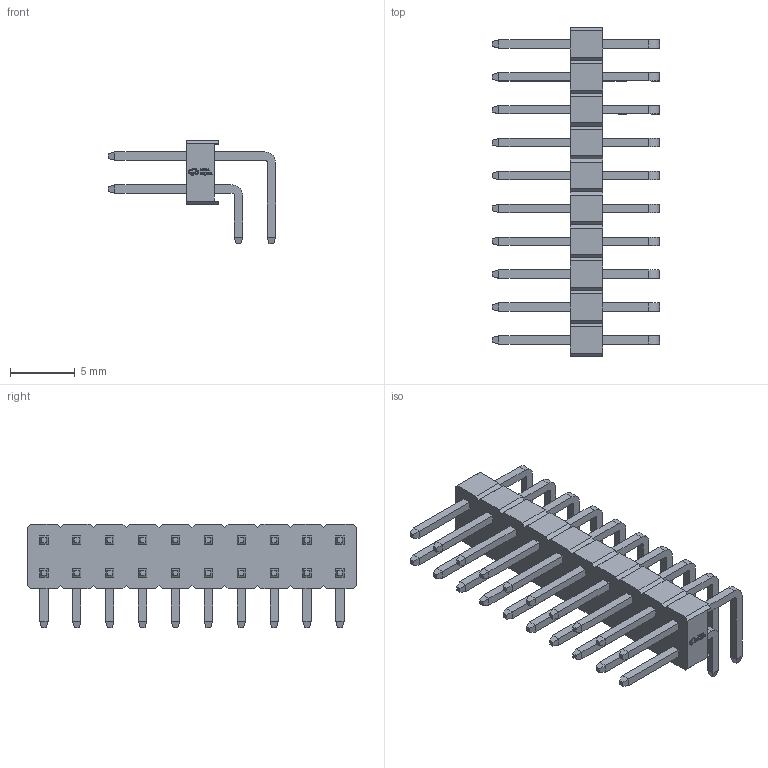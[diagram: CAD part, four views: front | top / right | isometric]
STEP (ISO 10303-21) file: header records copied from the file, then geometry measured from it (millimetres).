
FILE_DESCRIPTION (( 'STEP AP214' ), '1' );
FILE_NAME ('pin-header-male-2-54mm-2x10-90.STEP', '2024-08-24T07:13:00', ( '' ), ( '' ), 'SwSTEP 2.0', 'SolidWorks 2022', '' );
FILE_SCHEMA (( 'AUTOMOTIVE_DESIGN' ));
Length unit declared in the file: millimetre
Products named in the file (1): pin-header-male-2-54mm-2x10-90
Bounding box: 12.9 x 25.41 x 8 mm (x, y, z)
Volume: 390.6 mm3; surface area: 1145.7 mm2
Topology: 1 solids, 1 shells, 732 faces, 1853 edges, 1182 vertices
Faces by surface type: plane 594, bspline 98, cylinder 40
Entity records: 30095 total; most frequent: CARTESIAN_POINT 5074, ORIENTED_EDGE 3706, DIRECTION 3003, EDGE_CURVE 1853, LINE 1573, VECTOR 1573, VERTEX_POINT 1182, EDGE_LOOP 791
